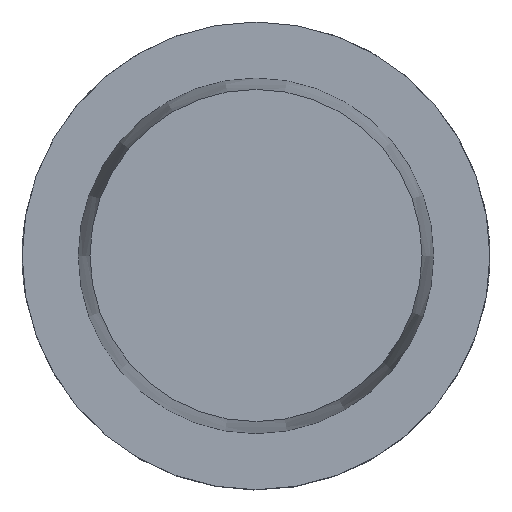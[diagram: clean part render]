
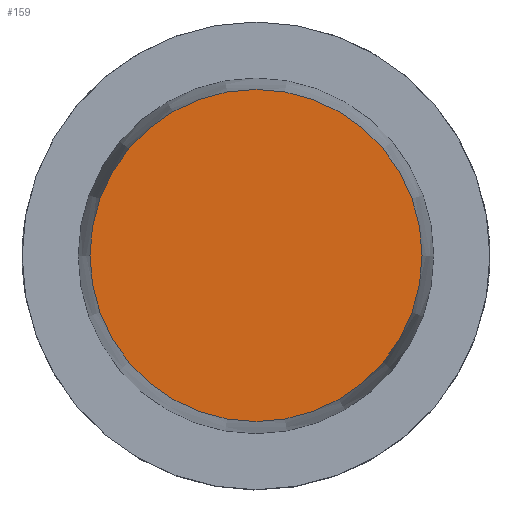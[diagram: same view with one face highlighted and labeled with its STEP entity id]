
A CAD part, top view. The second image highlights one B-rep face of the part: STEP entity #159.
In plain terms, the highlighted planar face has unit normal (0, 0, 1).
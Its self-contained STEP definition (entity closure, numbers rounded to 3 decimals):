
#88=FACE_OUTER_BOUND('',#257,.T.);
#111=PLANE('',#965);
#159=ADVANCED_FACE('',(#88),#111,.F.);
#257=EDGE_LOOP('',(#551));
#323=CIRCLE('',#964,35.502);
#551=ORIENTED_EDGE('',*,*,#752,.T.);
#637=VERTEX_POINT('',#1544);
#752=EDGE_CURVE('',#637,#637,#323,.T.);
#964=AXIS2_PLACEMENT_3D('',#1543,#1196,#1197);
#965=AXIS2_PLACEMENT_3D('',#1545,#1198,#1199);
#1196=DIRECTION('',(0.,0.,1.));
#1197=DIRECTION('',(-1.,0.,0.));
#1198=DIRECTION('',(0.,0.,-1.));
#1199=DIRECTION('',(1.,0.,0.));
#1543=CARTESIAN_POINT('',(0.,0.,
50.));
#1544=CARTESIAN_POINT('',(-35.502,0.,50.));
#1545=CARTESIAN_POINT('',(-33.6,0.,50.));
